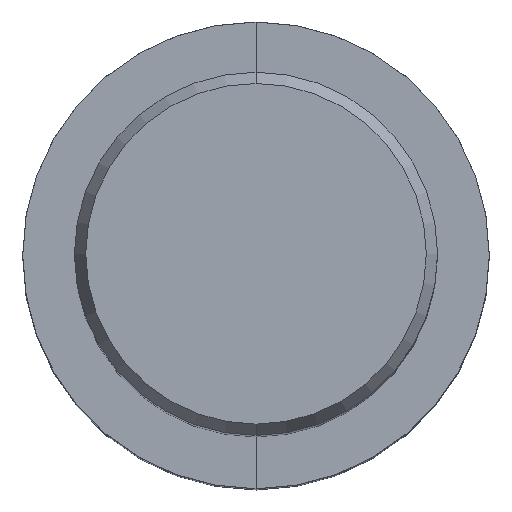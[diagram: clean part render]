
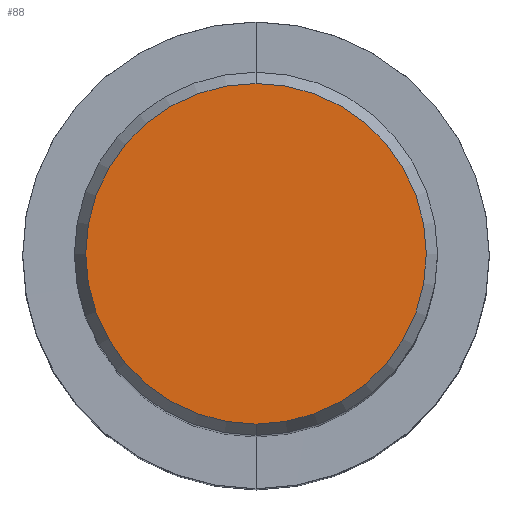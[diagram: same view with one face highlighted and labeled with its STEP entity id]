
A CAD part, top view. The second image highlights one B-rep face of the part: STEP entity #88.
In plain terms, the highlighted planar face has unit normal (0, 0, 1).
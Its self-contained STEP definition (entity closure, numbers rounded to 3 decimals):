
#88=ADVANCED_FACE('',(#202),#203,.T.);
#126=VERTEX_POINT('',#246);
#128=VERTEX_POINT('',#248);
#134=EDGE_CURVE('',#126,#128,#254,.T.);
#142=EDGE_CURVE('',#128,#126,#262,.T.);
#202=FACE_OUTER_BOUND('',#323,.T.);
#203=PLANE('',#324);
#246=CARTESIAN_POINT('',(0.0,10.425,0.01));
#248=CARTESIAN_POINT('',(0.,-10.425,0.01));
#254=CIRCLE('',#388,10.425);
#262=CIRCLE('',#397,10.425);
#323=EDGE_LOOP('',(#457,#458));
#324=AXIS2_PLACEMENT_3D('',#459,#460,#461);
#388=AXIS2_PLACEMENT_3D('',#517,#518,#519);
#397=AXIS2_PLACEMENT_3D('',#520,#521,#522);
#457=ORIENTED_EDGE('',*,*,#134,.F.);
#458=ORIENTED_EDGE('',*,*,#142,.F.);
#459=CARTESIAN_POINT('',(0.0,5.212,0.01));
#460=DIRECTION('',(-0.0,0.0,1.0));
#461=DIRECTION('',(0.0,-1.0,0.0));
#517=CARTESIAN_POINT('',(0.0,0.0,0.01));
#518=DIRECTION('',(0.0,0.0,-1.0));
#519=DIRECTION('',(0.0,1.0,0.0));
#520=CARTESIAN_POINT('',(0.0,0.0,0.01));
#521=DIRECTION('',(0.0,0.0,-1.0));
#522=DIRECTION('',(0.0,1.0,0.0));
